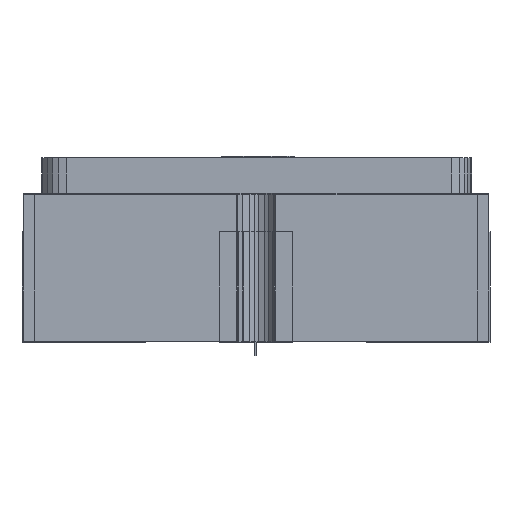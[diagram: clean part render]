
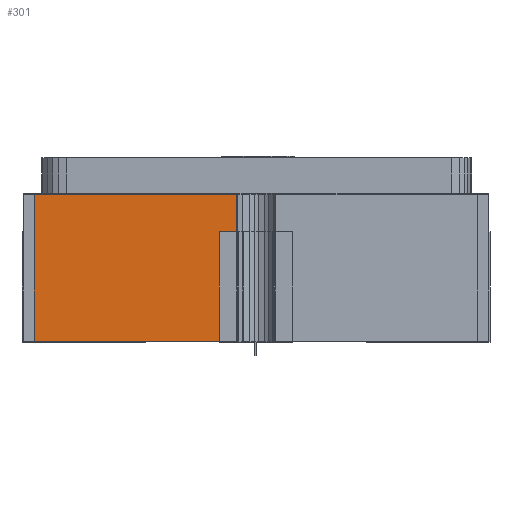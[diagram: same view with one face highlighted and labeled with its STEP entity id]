
A CAD part, left-side view. The second image highlights one B-rep face of the part: STEP entity #301.
In plain terms, the highlighted planar face has unit normal (-1, 0, 0).
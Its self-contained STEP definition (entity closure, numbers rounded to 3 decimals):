
#301 = ADVANCED_FACE ( 'NONE', ( #13867 ), #14663, .F. ) ;
#748 = VECTOR ( 'NONE', #11165, 1000. ) ;
#1479 = CARTESIAN_POINT ( 'NONE',  ( -1.89, 1.8, 1.19 ) ) ;
#1527 = VERTEX_POINT ( 'NONE', #4564 ) ;
#1592 = VECTOR ( 'NONE', #12904, 1000. ) ;
#1796 = VERTEX_POINT ( 'NONE', #15556 ) ;
#2013 = ORIENTED_EDGE ( 'NONE', *, *, #8479, .T. ) ;
#2170 = VECTOR ( 'NONE', #2248, 1000. ) ;
#2248 = DIRECTION ( 'NONE',  ( 0., 0., -1. ) ) ;
#3813 = LINE ( 'NONE', #10197, #2170 ) ;
#4385 = ORIENTED_EDGE ( 'NONE', *, *, #13044, .F. ) ;
#4564 = CARTESIAN_POINT ( 'NONE',  ( -1.89, 0.158, 1.19 ) ) ;
#4755 = CARTESIAN_POINT ( 'NONE',  ( -1.89, 1.8, 0. ) ) ;
#6715 = DIRECTION ( 'NONE',  ( 0., 1., 0. ) ) ;
#8194 = CARTESIAN_POINT ( 'NONE',  ( -1.89, 0.158, 0. ) ) ;
#8479 = EDGE_CURVE ( 'NONE', #1527, #14233, #13177, .T. ) ;
#9630 = VERTEX_POINT ( 'NONE', #8194 ) ;
#9747 = ORIENTED_EDGE ( 'NONE', *, *, #14982, .T. ) ;
#9939 = DIRECTION ( 'NONE',  ( 0., 0., -1. ) ) ;
#10025 = DIRECTION ( 'NONE',  ( 1., 0., 0. ) ) ;
#10197 = CARTESIAN_POINT ( 'NONE',  ( -1.89, 0.158, 0. ) ) ;
#10200 = EDGE_CURVE ( 'NONE', #9630, #1796, #12431, .T. ) ;
#11165 = DIRECTION ( 'NONE',  ( 0., 1., 0. ) ) ;
#11347 = CARTESIAN_POINT ( 'NONE',  ( -1.89, 1.8, 1.19 ) ) ;
#11809 = ORIENTED_EDGE ( 'NONE', *, *, #10200, .F. ) ;
#12431 = LINE ( 'NONE', #16462, #748 ) ;
#12904 = DIRECTION ( 'NONE',  ( 0., 0., -1. ) ) ;
#13044 = EDGE_CURVE ( 'NONE', #1527, #9630, #3813, .T. ) ;
#13177 = LINE ( 'NONE', #1479, #13609 ) ;
#13609 = VECTOR ( 'NONE', #6715, 1000. ) ;
#13867 = FACE_OUTER_BOUND ( 'NONE', #14575, .T. ) ;
#14233 = VERTEX_POINT ( 'NONE', #11347 ) ;
#14575 = EDGE_LOOP ( 'NONE', ( #4385, #2013, #9747, #11809 ) ) ;
#14663 = PLANE ( 'NONE',  #15225 ) ;
#14982 = EDGE_CURVE ( 'NONE', #14233, #1796, #16688, .T. ) ;
#15225 = AXIS2_PLACEMENT_3D ( 'NONE', #4755, #10025, #9939 ) ;
#15466 = CARTESIAN_POINT ( 'NONE',  ( -1.89, 1.8, 0. ) ) ;
#15556 = CARTESIAN_POINT ( 'NONE',  ( -1.89, 1.8, 0. ) ) ;
#16462 = CARTESIAN_POINT ( 'NONE',  ( -1.89, -1.89, 0. ) ) ;
#16688 = LINE ( 'NONE', #15466, #1592 ) ;
